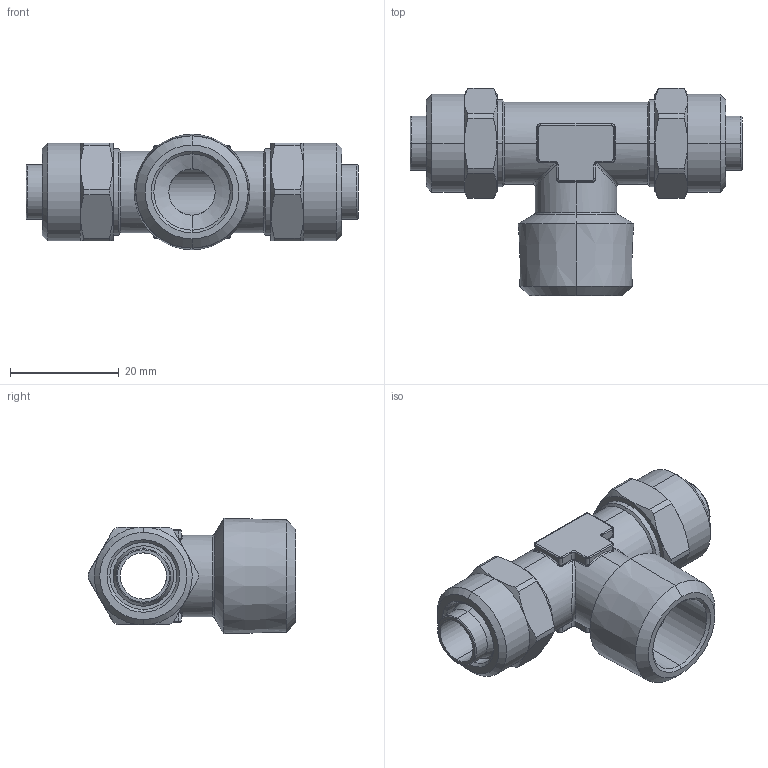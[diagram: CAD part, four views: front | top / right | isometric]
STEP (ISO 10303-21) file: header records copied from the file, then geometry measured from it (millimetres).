
FILE_DESCRIPTION (( 'STEP AP203' ), '1' );
FILE_NAME ('02100064.STEP', '2011-09-29T09:52:30', ( '' ), ( 'sopra-pneumatic' ), 'SwSTEP 2.0', 'SolidWorks 2011', '' );
FILE_SCHEMA (( 'CONFIG_CONTROL_DESIGN' ));
Length unit declared in the file: millimetre
Products named in the file (1): 02100064
Bounding box: 61 x 38.1 x 21.21 mm (x, y, z)
Volume: 12845.7 mm3; surface area: 7841.4 mm2
Topology: 1 solids, 1 shells, 222 faces, 510 edges, 295 vertices
Faces by surface type: cylinder 86, cone 42, plane 39, torus 29, bspline 26
Entity records: 7029 total; most frequent: CARTESIAN_POINT 2072, DIRECTION 1054, ORIENTED_EDGE 1020, EDGE_CURVE 510, AXIS2_PLACEMENT_3D 441, VERTEX_POINT 295, CIRCLE 244, EDGE_LOOP 231
